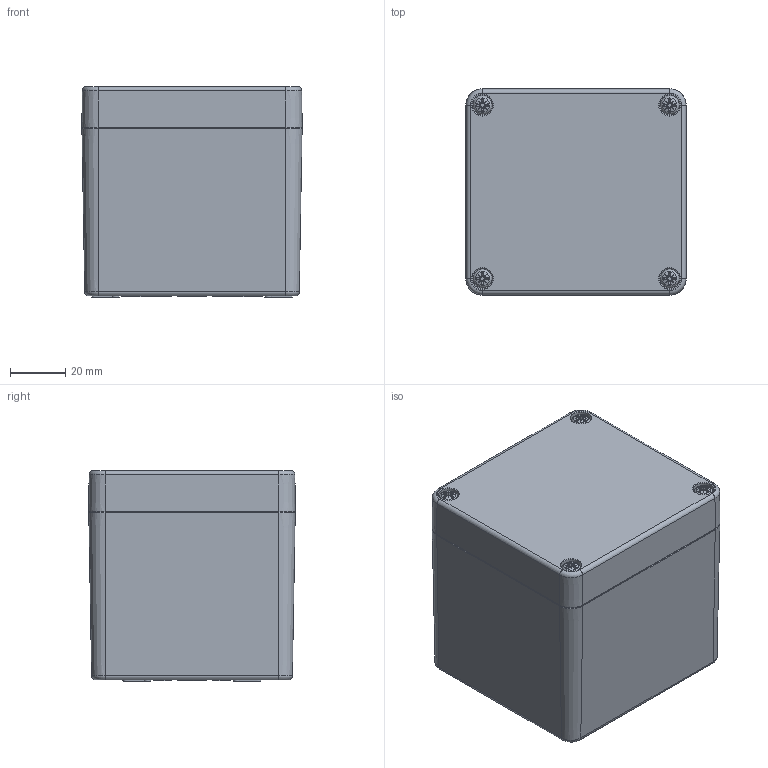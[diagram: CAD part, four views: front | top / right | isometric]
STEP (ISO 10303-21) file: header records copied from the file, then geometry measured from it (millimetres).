
FILE_DESCRIPTION((''),'2;1');
FILE_NAME('3211100250-MBP-Ex-leer_807575_VE.stp','2014-05-16T13:34:43',('robin.rentz'),(''),'Autodesk Inventor 2012','Autodesk Inventor 2012','');
FILE_SCHEMA(('AUTOMOTIVE_DESIGN { 1 0 10303 214 1 1 1 1 }'));
Length unit declared in the file: millimetre
Products named in the file (5): 3211100250-MBP-Ex-leer_807575_VE; 3211100250-UT_807575_VE; 3211100250-OT_807575_VE; 1990000276 Schraube BM4x24_11; xxx-O-Ring-MBP_807575
Assembly tree (7 placements, depth 2):
  3211100250-MBP-Ex-leer_807575_VE
    3211100250-UT_807575_VE
    3211100250-OT_807575_VE
    1990000276 Schraube BM4x24_11  x4
    xxx-O-Ring-MBP_807575
Bounding box: 80 x 75 x 76.53 mm (x, y, z)
Volume: 155123.2 mm3; surface area: 77044.4 mm2
Topology: 7 solids, 7 shells, 1338 faces, 3322 edges, 2044 vertices
Faces by surface type: bspline 421, plane 411, cylinder 214, torus 180, cone 104, sphere 8
Full cylindrical faces by diameter (mm): 3.242 x6, 3.3 x4, 4 x8, 4.6 x4, 4.8 x8, 6.8 x4, 7.5 x4, 8 x4
Entity records: 68371 total; most frequent: CARTESIAN_POINT 44018, ORIENTED_EDGE 5412, DIRECTION 4112, EDGE_CURVE 2706, VERTEX_POINT 1718, AXIS2_PLACEMENT_3D 1433, EDGE_LOOP 1302, VECTOR 1246
